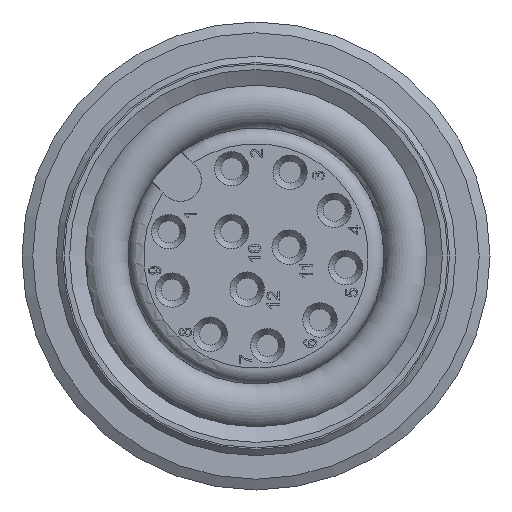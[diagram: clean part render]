
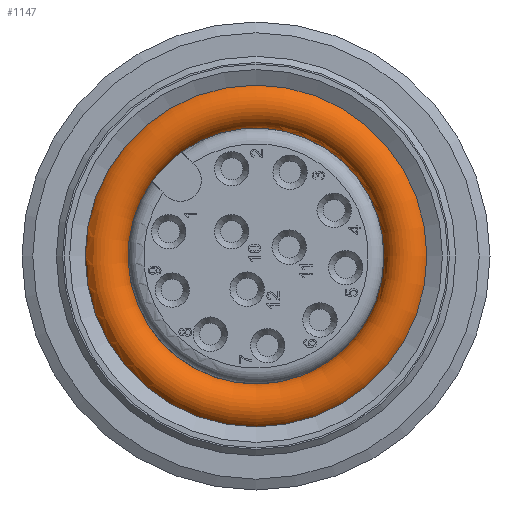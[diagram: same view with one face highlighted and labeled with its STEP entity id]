
A CAD part, left-side view. The second image highlights one B-rep face of the part: STEP entity #1147.
In plain terms, the highlighted toroidal (fillet/blend) face has major radius 4.845 mm and minor radius 0.75 mm.
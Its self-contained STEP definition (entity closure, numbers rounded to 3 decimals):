
#269=TOROIDAL_SURFACE('',#6877,4.845,0.75);
#350=FACE_BOUND('',#1949,.T.);
#351=FACE_BOUND('',#1950,.T.);
#352=FACE_BOUND('',#1951,.T.);
#584=B_SPLINE_CURVE_WITH_KNOTS('',3,(#8464,#8465,#8466,#8467,#8468,#8469),
 .UNSPECIFIED.,.F.,.F.,(4,2,4),(0.,0.41,1.),.UNSPECIFIED.);
#588=B_SPLINE_CURVE_WITH_KNOTS('',3,(#8510,#8511,#8512,#8513,#8514,#8515),
 .UNSPECIFIED.,.F.,.F.,(4,2,4),(0.,0.444,1.),.UNSPECIFIED.);
#1147=ADVANCED_FACE('',(#350,#351,#352),#269,.T.);
#1949=EDGE_LOOP('',(#3046,#3047,#3048,#3049));
#1950=EDGE_LOOP('',(#3050));
#1951=EDGE_LOOP('',(#3051));
#2257=CIRCLE('',#6610,4.1);
#2259=CIRCLE('',#6613,5.475);
#2407=CIRCLE('',#6875,4.1);
#2408=CIRCLE('',#6876,4.723);
#3046=ORIENTED_EDGE('',*,*,#5129,.F.);
#3047=ORIENTED_EDGE('',*,*,#4829,.T.);
#3048=ORIENTED_EDGE('',*,*,#4841,.F.);
#3049=ORIENTED_EDGE('',*,*,#4839,.T.);
#3050=ORIENTED_EDGE('',*,*,#5130,.F.);
#3051=ORIENTED_EDGE('',*,*,#4843,.T.);
#4233=VERTEX_POINT('',#8463);
#4234=VERTEX_POINT('',#8470);
#4238=VERTEX_POINT('',#8482);
#4242=VERTEX_POINT('',#8509);
#4244=VERTEX_POINT('',#8523);
#4424=VERTEX_POINT('',#10364);
#4829=EDGE_CURVE('',#4234,#4233,#584,.T.);
#4839=EDGE_CURVE('',#4238,#4242,#588,.T.);
#4841=EDGE_CURVE('',#4238,#4233,#2257,.T.);
#4843=EDGE_CURVE('',#4244,#4244,#2259,.T.);
#5129=EDGE_CURVE('',#4234,#4242,#2407,.T.);
#5130=EDGE_CURVE('',#4424,#4424,#2408,.T.);
#6610=AXIS2_PLACEMENT_3D('',#8518,#7069,#7070);
#6613=AXIS2_PLACEMENT_3D('',#8522,#7075,#7076);
#6875=AXIS2_PLACEMENT_3D('',#10362,#7669,#7670);
#6876=AXIS2_PLACEMENT_3D('',#10363,#7671,#7672);
#6877=AXIS2_PLACEMENT_3D('',#10365,#7673,#7674);
#7069=DIRECTION('',(-1.,0.,0.));
#7070=DIRECTION('',(0.,0.,-1.));
#7075=DIRECTION('',(-1.,0.,0.));
#7076=DIRECTION('',(0.,0.,-1.));
#7669=DIRECTION('',(1.,0.,0.));
#7670=DIRECTION('',(0.,0.,1.));
#7671=DIRECTION('',(-1.,0.,0.));
#7672=DIRECTION('',(0.,0.,-1.));
#7673=DIRECTION('',(1.,0.,0.));
#7674=DIRECTION('',(0.,0.,1.));
#8463=CARTESIAN_POINT('',(8.424,2.382,3.337));
#8464=CARTESIAN_POINT('',(8.596,2.382,3.337));
#8465=CARTESIAN_POINT('',(8.573,2.38,3.335));
#8466=CARTESIAN_POINT('',(8.549,2.379,3.334));
#8467=CARTESIAN_POINT('',(8.491,2.378,3.333));
#8468=CARTESIAN_POINT('',(8.457,2.379,3.334));
#8469=CARTESIAN_POINT('',(8.424,2.382,3.337));
#8470=CARTESIAN_POINT('',(8.596,2.382,3.337));
#8482=CARTESIAN_POINT('',(8.424,3.337,2.382));
#8509=CARTESIAN_POINT('',(8.596,3.337,2.382));
#8510=CARTESIAN_POINT('',(8.424,3.337,2.382));
#8511=CARTESIAN_POINT('',(8.449,3.335,2.38));
#8512=CARTESIAN_POINT('',(8.475,3.334,2.379));
#8513=CARTESIAN_POINT('',(8.532,3.333,2.378));
#8514=CARTESIAN_POINT('',(8.565,3.334,2.38));
#8515=CARTESIAN_POINT('',(8.596,3.337,2.382));
#8518=CARTESIAN_POINT('',(8.424,0.,0.));
#8522=CARTESIAN_POINT('',(8.103,0.,0.));
#8523=CARTESIAN_POINT('',(8.103,0.,-5.475));
#10362=CARTESIAN_POINT('',(8.596,0.,0.));
#10363=CARTESIAN_POINT('',(9.25,0.,0.));
#10364=CARTESIAN_POINT('',(9.25,0.,-4.723));
#10365=CARTESIAN_POINT('',(8.51,0.,0.));
